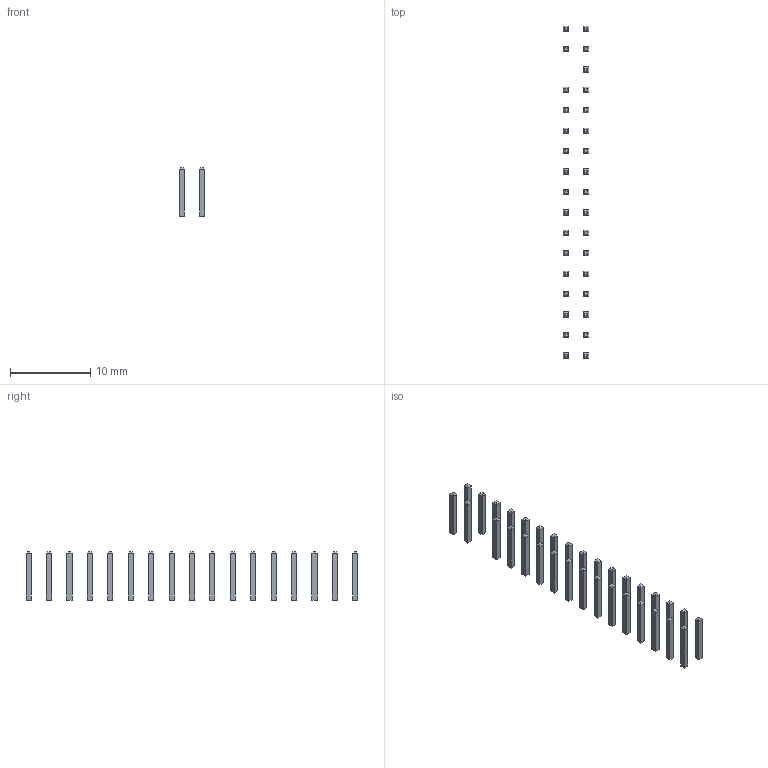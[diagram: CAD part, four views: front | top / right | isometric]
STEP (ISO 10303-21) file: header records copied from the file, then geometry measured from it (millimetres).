
FILE_DESCRIPTION(('FreeCAD Model'),'2;1');
FILE_NAME('Open CASCADE Shape Model','2024-04-13T12:21:57',(''),(''), 'Open CASCADE STEP processor 7.6','FreeCAD','Unknown');
FILE_SCHEMA(('AUTOMOTIVE_DESIGN { 1 0 10303 214 1 1 1 1 }'));
Length unit declared in the file: millimetre
Products named in the file (1): 33pins_fdd
Bounding box: 3.18 x 41.28 x 5.99 mm (x, y, z)
Volume: 80.1 mm3; surface area: 523.8 mm2
Topology: 33 solids, 33 shells, 330 faces, 1980 edges, 5676 vertices
Faces by surface type: plane 330
Entity records: 33779 total; most frequent: CARTESIAN_POINT 9307, DIRECTION 3962, LINE 3300, VECTOR 3300, GEOMETRIC_CURVE_SET 1321, ORIENTED_EDGE 1320, PCURVE 1320, DEFINITIONAL_REPRESENTATION 1320
